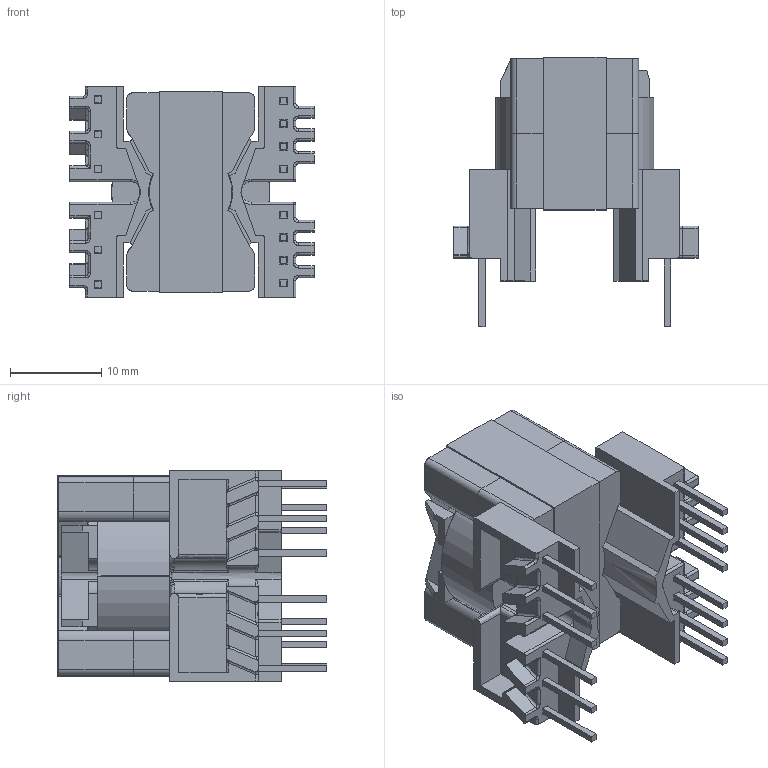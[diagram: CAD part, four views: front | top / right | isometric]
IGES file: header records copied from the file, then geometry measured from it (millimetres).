
Start section: SolidWorks IGES file using analytic representation for surfaces
Global section: file name: PQ2016_6905.IGS; native system: SolidWorks 2017; preprocessor: SolidWorks 2017; author: wyatt.kraus; date: 200407.155359; units: millimetre
Bounding box: 26.72 x 29.48 x 23.01 mm (x, y, z)
Surface area: 8707.8 mm2 (no closed solid volume)
Topology: 0 solids, 0 shells, 667 faces, 4638 edges, 4629 vertices
Faces by surface type: bspline 479, revolution 188
